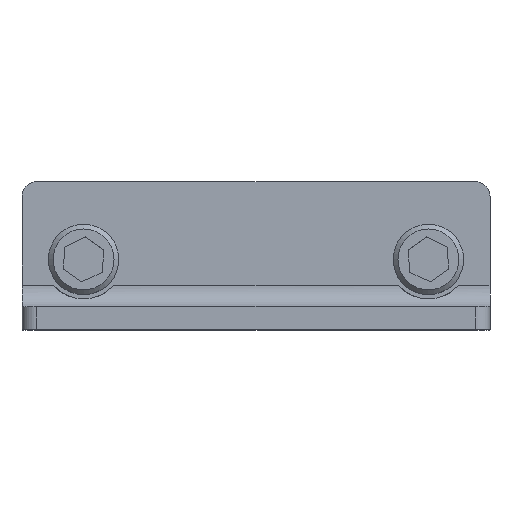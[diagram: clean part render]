
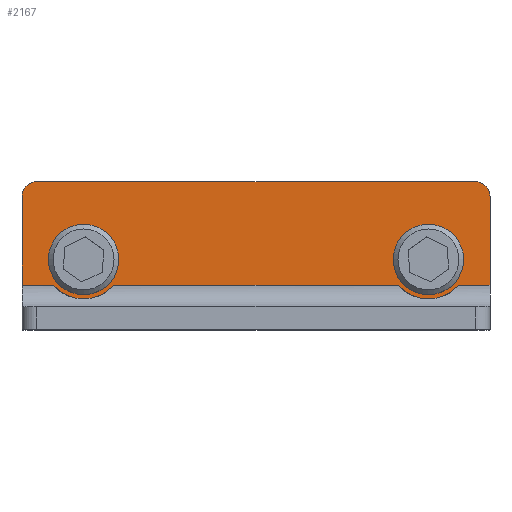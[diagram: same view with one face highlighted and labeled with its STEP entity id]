
A CAD part, top view. The second image highlights one B-rep face of the part: STEP entity #2167.
In plain terms, the highlighted planar face has unit normal (0, 0, 1).
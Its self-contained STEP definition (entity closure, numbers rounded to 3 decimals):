
#122=LINE('',#3025,#254);
#127=LINE('',#3038,#259);
#134=LINE('',#3066,#266);
#135=LINE('',#3067,#267);
#136=LINE('',#3068,#268);
#137=LINE('',#3069,#269);
#254=VECTOR('',#2545,1000.);
#259=VECTOR('',#2556,1000.);
#266=VECTOR('',#2587,1000.);
#267=VECTOR('',#2588,1000.);
#268=VECTOR('',#2589,1000.);
#269=VECTOR('',#2590,1000.);
#482=ORIENTED_EDGE('',*,*,#842,.T.);
#483=ORIENTED_EDGE('',*,*,#800,.T.);
#484=ORIENTED_EDGE('',*,*,#843,.T.);
#485=ORIENTED_EDGE('',*,*,#802,.T.);
#486=ORIENTED_EDGE('',*,*,#844,.T.);
#487=ORIENTED_EDGE('',*,*,#827,.F.);
#488=ORIENTED_EDGE('',*,*,#818,.T.);
#489=ORIENTED_EDGE('',*,*,#845,.T.);
#490=ORIENTED_EDGE('',*,*,#814,.T.);
#491=ORIENTED_EDGE('',*,*,#820,.T.);
#492=ORIENTED_EDGE('',*,*,#846,.F.);
#493=ORIENTED_EDGE('',*,*,#847,.F.);
#800=EDGE_CURVE('',#994,#995,#1112,.T.);
#802=EDGE_CURVE('',#996,#997,#1113,.T.);
#814=EDGE_CURVE('',#1009,#1008,#1119,.T.);
#818=EDGE_CURVE('',#1013,#1012,#1121,.T.);
#820=EDGE_CURVE('',#1008,#1014,#122,.T.);
#827=EDGE_CURVE('',#1013,#1019,#127,.T.);
#842=EDGE_CURVE('',#1014,#994,#134,.T.);
#843=EDGE_CURVE('',#995,#996,#135,.T.);
#844=EDGE_CURVE('',#997,#1019,#136,.T.);
#845=EDGE_CURVE('',#1012,#1009,#137,.T.);
#846=EDGE_CURVE('',#1028,#1028,#1132,.T.);
#847=EDGE_CURVE('',#1029,#1029,#1133,.T.);
#994=VERTEX_POINT('',#2964);
#995=VERTEX_POINT('',#2965);
#996=VERTEX_POINT('',#2977);
#997=VERTEX_POINT('',#2978);
#1008=VERTEX_POINT('',#3011);
#1009=VERTEX_POINT('',#3013);
#1012=VERTEX_POINT('',#3020);
#1013=VERTEX_POINT('',#3022);
#1014=VERTEX_POINT('',#3026);
#1019=VERTEX_POINT('',#3039);
#1028=VERTEX_POINT('',#3071);
#1029=VERTEX_POINT('',#3073);
#1112=CIRCLE('',#2270,8.);
#1113=CIRCLE('',#2272,8.);
#1119=CIRCLE('',#2281,3.);
#1121=CIRCLE('',#2284,3.);
#1132=CIRCLE('',#2301,7.137);
#1133=CIRCLE('',#2302,7.137);
#1209=EDGE_LOOP('',(#482,#483,#484,#485,#486,#487,#488,#489,#490,#491));
#1210=EDGE_LOOP('',(#492));
#1211=EDGE_LOOP('',(#493));
#1341=FACE_BOUND('',#1209,.T.);
#1342=FACE_BOUND('',#1210,.T.);
#1343=FACE_BOUND('',#1211,.T.);
#1459=PLANE('',#2300);
#2167=ADVANCED_FACE('',(#1341,#1342,#1343),#1459,.F.);
#2270=AXIS2_PLACEMENT_3D('',#2963,#2505,#2506);
#2272=AXIS2_PLACEMENT_3D('',#2976,#2509,#2510);
#2281=AXIS2_PLACEMENT_3D('',#3012,#2532,#2533);
#2284=AXIS2_PLACEMENT_3D('',#3021,#2540,#2541);
#2300=AXIS2_PLACEMENT_3D('',#3065,#2585,#2586);
#2301=AXIS2_PLACEMENT_3D('',#3070,#2591,#2592);
#2302=AXIS2_PLACEMENT_3D('',#3072,#2593,#2594);
#2505=DIRECTION('',(0.,0.,1.));
#2506=DIRECTION('',(0.,1.,0.));
#2509=DIRECTION('',(0.,0.,1.));
#2510=DIRECTION('',(0.,1.,0.));
#2532=DIRECTION('',(0.,0.,1.));
#2533=DIRECTION('',(0.,1.,0.));
#2540=DIRECTION('',(0.,0.,1.));
#2541=DIRECTION('',(0.,1.,0.));
#2545=DIRECTION('',(0.,-1.,0.));
#2556=DIRECTION('',(0.,-1.,0.));
#2585=DIRECTION('',(0.,0.,-1.));
#2586=DIRECTION('',(0.,1.,0.));
#2587=DIRECTION('',(1.,0.,0.));
#2588=DIRECTION('',(1.,0.,0.));
#2589=DIRECTION('',(1.,0.,0.));
#2590=DIRECTION('',(-1.,0.,0.));
#2591=DIRECTION('',(0.,0.,1.));
#2592=DIRECTION('',(0.,1.,0.));
#2593=DIRECTION('',(0.,0.,1.));
#2594=DIRECTION('',(0.,1.,0.));
#2963=CARTESIAN_POINT('',(-35.,-35.,4.5));
#2964=CARTESIAN_POINT('',(-41.079,-40.2,4.5));
#2965=CARTESIAN_POINT('',(-28.921,-40.2,4.5));
#2976=CARTESIAN_POINT('',(35.,-35.,4.5));
#2977=CARTESIAN_POINT('',(28.921,-40.2,4.5));
#2978=CARTESIAN_POINT('',(41.079,-40.2,4.5));
#3011=CARTESIAN_POINT('',(-47.5,-22.2,4.5));
#3012=CARTESIAN_POINT('',(-44.5,-22.2,4.5));
#3013=CARTESIAN_POINT('',(-44.5,-19.2,4.5));
#3020=CARTESIAN_POINT('',(44.5,-19.2,4.5));
#3021=CARTESIAN_POINT('',(44.5,-22.2,4.5));
#3022=CARTESIAN_POINT('',(47.5,-22.2,4.5));
#3025=CARTESIAN_POINT('',(-47.5,-19.2,4.5));
#3026=CARTESIAN_POINT('',(-47.5,-40.2,4.5));
#3038=CARTESIAN_POINT('',(47.5,-19.2,4.5));
#3039=CARTESIAN_POINT('',(47.5,-40.2,4.5));
#3065=CARTESIAN_POINT('',(47.5,-19.2,4.5));
#3066=CARTESIAN_POINT('',(47.5,-40.2,4.5));
#3067=CARTESIAN_POINT('',(47.5,-40.2,4.5));
#3068=CARTESIAN_POINT('',(47.5,-40.2,4.5));
#3069=CARTESIAN_POINT('',(47.5,-19.2,4.5));
#3070=CARTESIAN_POINT('',(35.,-35.,4.5));
#3071=CARTESIAN_POINT('',(35.,-27.863,4.5));
#3072=CARTESIAN_POINT('',(-35.,-35.,4.5));
#3073=CARTESIAN_POINT('',(-35.,-27.863,4.5));
